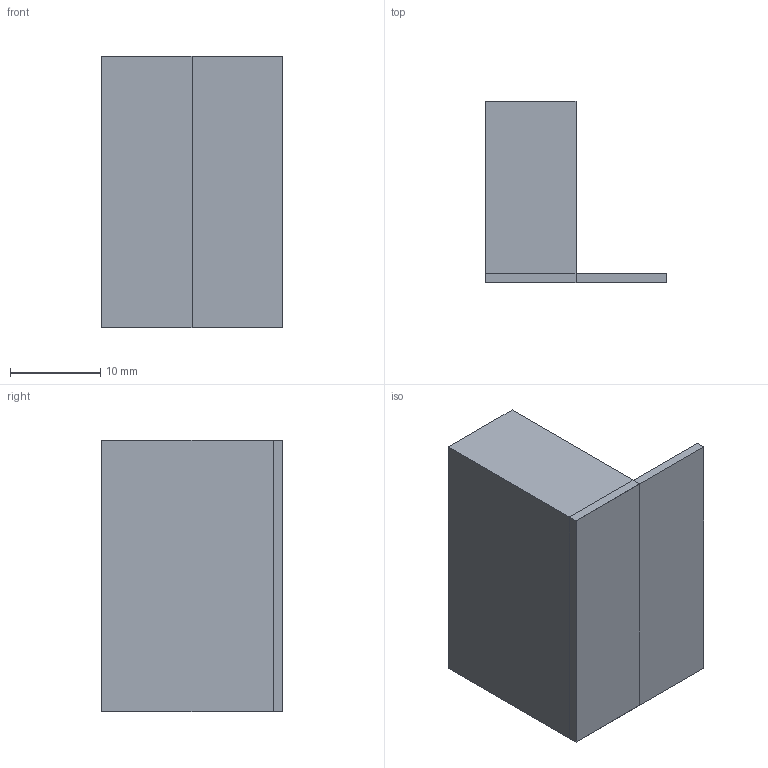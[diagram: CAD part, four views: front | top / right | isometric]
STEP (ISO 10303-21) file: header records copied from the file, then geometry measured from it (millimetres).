
FILE_DESCRIPTION(('Open CASCADE Model'),'2;1');
FILE_NAME('Open CASCADE Shape Model','2021-02-14T01:04:13',('Author'),( 'Open CASCADE'),'Open CASCADE STEP processor 7.4','Open CASCADE 7.4' ,'Unknown');
FILE_SCHEMA(('AUTOMOTIVE_DESIGN { 1 0 10303 214 1 1 1 1 }'));
Length unit declared in the file: metre
Products named in the file (2): PartA 1; PartB 2
Bounding box: 20 x 20 x 30 mm (x, y, z)
Volume: 6600 mm3; surface area: 3500 mm2
Topology: 2 solids, 2 shells, 12 faces, 24 edges, 16 vertices
Faces by surface type: plane 12
Entity records: 679 total; most frequent: CARTESIAN_POINT 101, DIRECTION 98, LINE 72, VECTOR 72, ORIENTED_EDGE 48, PCURVE 48, DEFINITIONAL_REPRESENTATION 48, EDGE_CURVE 24
